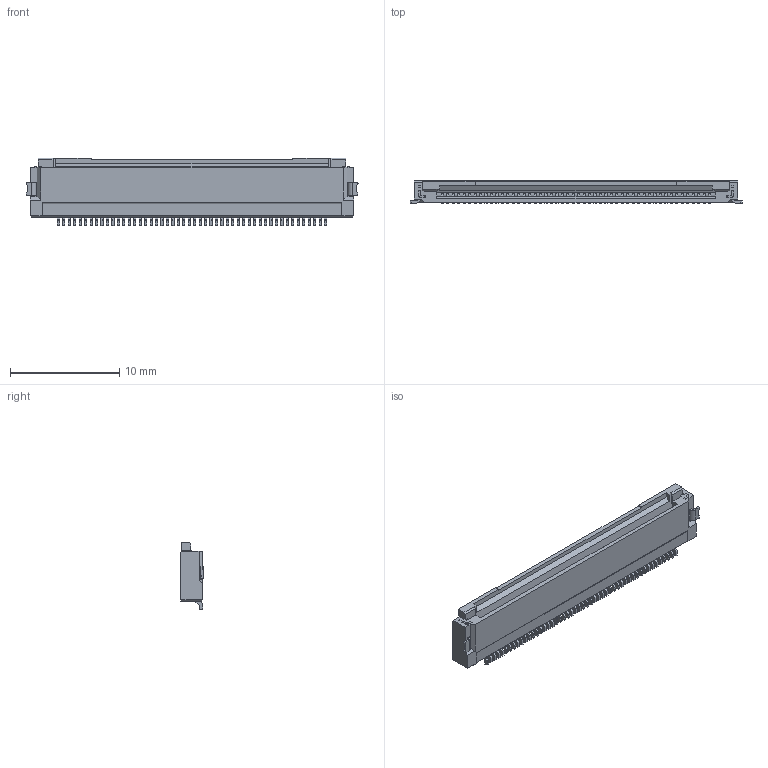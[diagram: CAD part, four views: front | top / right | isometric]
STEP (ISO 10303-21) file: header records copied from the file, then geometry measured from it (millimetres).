
FILE_DESCRIPTION (( 'STEP AP203' ), '1' );
FILE_NAME ('HF601-50-02.STEP', '2012-10-11T12:05:26', ( 'HP-Z400' ), ( 'Hewlett-Packard Company' ), 'SwSTEP 2.0', 'SolidWorks 2010', '' );
FILE_SCHEMA (( 'CONFIG_CONTROL_DESIGN' ));
Products named in the file (1): HF601-50-02
Bounding box: 30.45 x 2.05 x 6.2 mm (x, y, z)
Volume: 219.8 mm3; surface area: 752.4 mm2
Topology: 1 solids, 1 shells, 2383 faces, 6913 edges, 4640 vertices
Faces by surface type: plane 1908, cylinder 475
Entity records: 78555 total; most frequent: CARTESIAN_POINT 16882, ORIENTED_EDGE 13826, DIRECTION 11043, EDGE_CURVE 6913, LINE 5589, VECTOR 5589, VERTEX_POINT 4640, AXIS2_PLACEMENT_3D 2727
